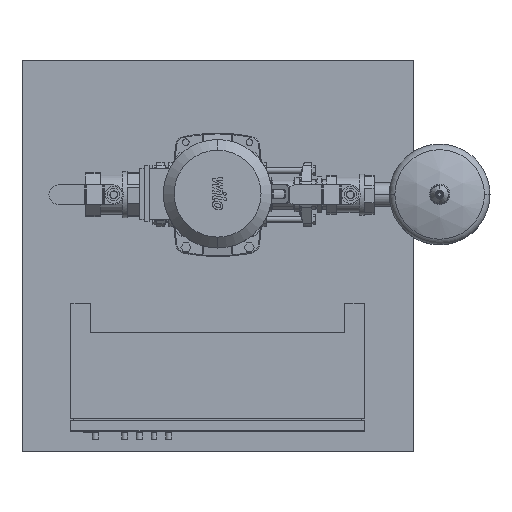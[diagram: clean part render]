
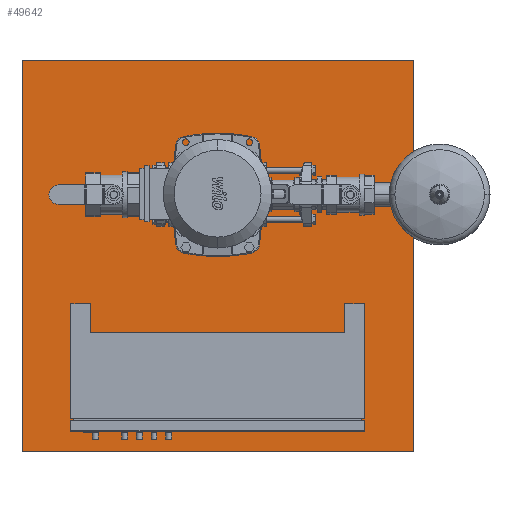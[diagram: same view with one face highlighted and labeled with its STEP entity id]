
A CAD part, top view. The second image highlights one B-rep face of the part: STEP entity #49642.
In plain terms, the highlighted planar face has unit normal (0, 0, 1).
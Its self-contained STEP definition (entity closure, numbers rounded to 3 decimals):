
#49603=CARTESIAN_POINT('',(-400.0,-125.,125.0));
#49604=DIRECTION('',(0.0,0.0,1.0));
#49605=DIRECTION('',(0.0,-1.0,0.0));
#49606=AXIS2_PLACEMENT_3D('',#49603,#49604,#49605);
#49607=PLANE('',#49606);
#49608=CARTESIAN_POINT('',(400.0,-525.0,125.));
#49609=VERTEX_POINT('',#49608);
#49610=CARTESIAN_POINT('',(400.0,275.0,125.));
#49611=VERTEX_POINT('',#49610);
#49612=CARTESIAN_POINT('',(400.0,-525.0,125.));
#49613=DIRECTION('',(0.0,1.0,0.0));
#49614=VECTOR('',#49613,800.0);
#49615=LINE('',#49612,#49614);
#49616=EDGE_CURVE('',#49609,#49611,#49615,.T.);
#49617=ORIENTED_EDGE('',*,*,#49616,.T.);
#49618=CARTESIAN_POINT('',(-400.0,275.0,125.));
#49619=VERTEX_POINT('',#49618);
#49620=CARTESIAN_POINT('',(-400.0,275.0,125.));
#49621=DIRECTION('',(1.0,0.0,0.0));
#49622=VECTOR('',#49621,800.0);
#49623=LINE('',#49620,#49622);
#49624=EDGE_CURVE('',#49619,#49611,#49623,.T.);
#49625=ORIENTED_EDGE('',*,*,#49624,.F.);
#49626=CARTESIAN_POINT('',(-400.0,-525.0,125.));
#49627=VERTEX_POINT('',#49626);
#49628=CARTESIAN_POINT('',(-400.0,275.0,125.));
#49629=DIRECTION('',(0.0,-1.0,0.0));
#49630=VECTOR('',#49629,800.0);
#49631=LINE('',#49628,#49630);
#49632=EDGE_CURVE('',#49619,#49627,#49631,.T.);
#49633=ORIENTED_EDGE('',*,*,#49632,.T.);
#49634=CARTESIAN_POINT('',(-400.0,-525.0,125.));
#49635=DIRECTION('',(1.0,0.0,0.0));
#49636=VECTOR('',#49635,800.0);
#49637=LINE('',#49634,#49636);
#49638=EDGE_CURVE('',#49627,#49609,#49637,.T.);
#49639=ORIENTED_EDGE('',*,*,#49638,.T.);
#49640=EDGE_LOOP('',(#49617,#49625,#49633,#49639));
#49641=FACE_OUTER_BOUND('',#49640,.T.);
#49642=ADVANCED_FACE('',(#49641),#49607,.T.);
